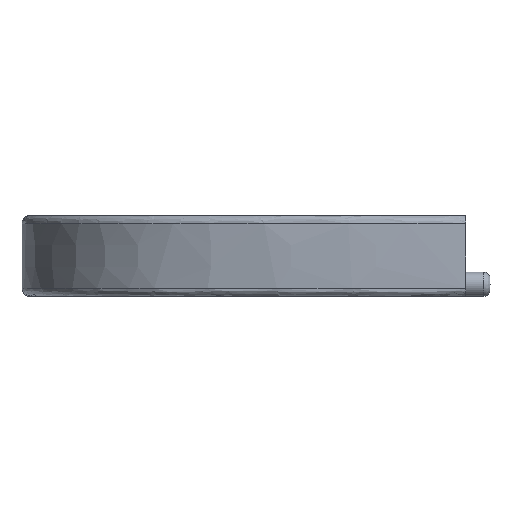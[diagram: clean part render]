
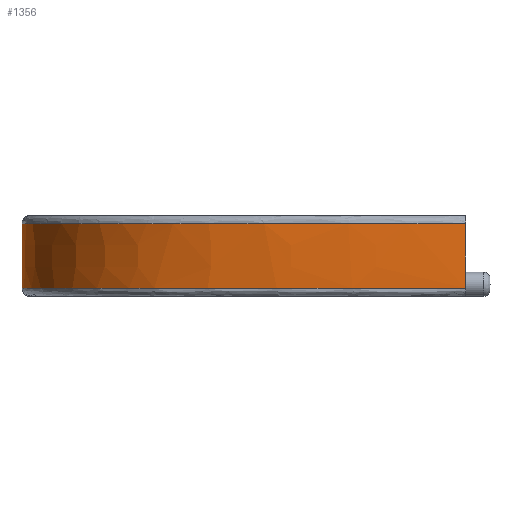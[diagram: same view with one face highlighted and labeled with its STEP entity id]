
A CAD part, left-side view. The second image highlights one B-rep face of the part: STEP entity #1356.
In plain terms, the highlighted free-form (B-spline) face has degree [3, 3] with [4, 10] control points.
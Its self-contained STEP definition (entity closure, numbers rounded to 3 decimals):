
#41=B_SPLINE_SURFACE_WITH_KNOTS('',3,3,((#2617,#2618,#2619,#2620,#2621,
#2622,#2623,#2624,#2625,#2626),(#2627,#2628,#2629,#2630,#2631,#2632,#2633,
#2634,#2635,#2636),(#2637,#2638,#2639,#2640,#2641,#2642,#2643,#2644,#2645,
#2646),(#2647,#2648,#2649,#2650,#2651,#2652,#2653,#2654,#2655,#2656)),
 .UNSPECIFIED.,.F.,.F.,.F.,(4,4),(4,1,1,1,1,1,1,4),(-0.9,
-0.1),(0.,0.143,0.286,
0.429,0.572,0.714,0.857,
1.),.UNSPECIFIED.);
#91=B_SPLINE_CURVE_WITH_KNOTS('',3,(#2531,#2532,#2533,#2534,#2535,#2536,
#2537,#2538,#2539,#2540,#2541),.UNSPECIFIED.,.F.,.F.,(4,1,1,1,1,1,1,1,4),
(-7.384,-6.329,-5.275,-4.747,
-4.22,-3.165,-2.11,-1.055,
0.),.UNSPECIFIED.);
#96=B_SPLINE_CURVE_WITH_KNOTS('',3,(#2659,#2660,#2661,#2662,#2663,#2664,
#2665,#2666,#2667,#2668,#2669),.UNSPECIFIED.,.F.,.F.,(4,1,1,1,1,1,1,1,4),
(0.,1.055,2.11,3.165,4.22,
4.747,5.275,6.329,7.384),
 .UNSPECIFIED.);
#201=FACE_OUTER_BOUND('',#291,.T.);
#291=EDGE_LOOP('',(#1042,#1043,#1044,#1045));
#381=LINE('',#2612,#462);
#382=LINE('',#2658,#463);
#462=VECTOR('',#1630,10.);
#463=VECTOR('',#1631,10.);
#624=VERTEX_POINT('',#2489);
#625=VERTEX_POINT('',#2530);
#628=VERTEX_POINT('',#2611);
#629=VERTEX_POINT('',#2657);
#776=EDGE_CURVE('',#624,#625,#91,.T.);
#783=EDGE_CURVE('',#625,#628,#381,.T.);
#785=EDGE_CURVE('',#629,#624,#382,.T.);
#786=EDGE_CURVE('',#628,#629,#96,.T.);
#1042=ORIENTED_EDGE('',*,*,#776,.F.);
#1043=ORIENTED_EDGE('',*,*,#785,.F.);
#1044=ORIENTED_EDGE('',*,*,#786,.F.);
#1045=ORIENTED_EDGE('',*,*,#783,.F.);
#1356=ADVANCED_FACE('',(#201),#41,.T.);
#1630=DIRECTION('',(0.,0.,-1.));
#1631=DIRECTION('',(0.,0.,1.));
#2489=CARTESIAN_POINT('',(12.225,54.87,9.045));
#2530=CARTESIAN_POINT('',(-22.994,0.,9.045));
#2531=CARTESIAN_POINT('Ctrl Pts',(12.225,54.87,9.045));
#2532=CARTESIAN_POINT('Ctrl Pts',(8.652,54.88,9.045));
#2533=CARTESIAN_POINT('Ctrl Pts',(1.444,54.319,9.045));
#2534=CARTESIAN_POINT('Ctrl Pts',(-7.155,50.848,9.045));
#2535=CARTESIAN_POINT('Ctrl Pts',(-12.75,46.033,9.045));
#2536=CARTESIAN_POINT('Ctrl Pts',(-17.207,40.211,9.045));
#2537=CARTESIAN_POINT('Ctrl Pts',(-20.645,31.771,9.045));
#2538=CARTESIAN_POINT('Ctrl Pts',(-22.59,21.223,9.045));
#2539=CARTESIAN_POINT('Ctrl Pts',(-23.279,10.597,9.045));
#2540=CARTESIAN_POINT('Ctrl Pts',(-23.165,3.534,9.045));
#2541=CARTESIAN_POINT('Ctrl Pts',(-22.994,0.,
9.045));
#2611=CARTESIAN_POINT('',(-22.994,0.,1.045));
#2612=CARTESIAN_POINT('',(-22.994,0.,10.045));
#2617=CARTESIAN_POINT('Ctrl Pts',(-22.994,0.,
1.045));
#2618=CARTESIAN_POINT('Ctrl Pts',(-23.178,3.794,1.045));
#2619=CARTESIAN_POINT('Ctrl Pts',(-23.27,11.185,1.045));
#2620=CARTESIAN_POINT('Ctrl Pts',(-22.523,21.699,1.045));
#2621=CARTESIAN_POINT('Ctrl Pts',(-20.629,31.61,1.045));
#2622=CARTESIAN_POINT('Ctrl Pts',(-17.038,40.76,1.045));
#2623=CARTESIAN_POINT('Ctrl Pts',(-10.676,48.69,1.045));
#2624=CARTESIAN_POINT('Ctrl Pts',(-0.895,53.858,1.045));
#2625=CARTESIAN_POINT('Ctrl Pts',(7.525,54.883,1.045));
#2626=CARTESIAN_POINT('Ctrl Pts',(12.225,54.87,1.045));
#2627=CARTESIAN_POINT('Ctrl Pts',(-22.994,0.,
3.712));
#2628=CARTESIAN_POINT('Ctrl Pts',(-23.178,3.794,3.712));
#2629=CARTESIAN_POINT('Ctrl Pts',(-23.27,11.185,3.712));
#2630=CARTESIAN_POINT('Ctrl Pts',(-22.523,21.699,3.712));
#2631=CARTESIAN_POINT('Ctrl Pts',(-20.629,31.61,3.712));
#2632=CARTESIAN_POINT('Ctrl Pts',(-17.038,40.76,3.712));
#2633=CARTESIAN_POINT('Ctrl Pts',(-10.676,48.69,3.712));
#2634=CARTESIAN_POINT('Ctrl Pts',(-0.895,53.858,3.712));
#2635=CARTESIAN_POINT('Ctrl Pts',(7.525,54.883,3.712));
#2636=CARTESIAN_POINT('Ctrl Pts',(12.225,54.87,3.712));
#2637=CARTESIAN_POINT('Ctrl Pts',(-22.994,0.,
6.378));
#2638=CARTESIAN_POINT('Ctrl Pts',(-23.178,3.794,6.378));
#2639=CARTESIAN_POINT('Ctrl Pts',(-23.27,11.185,6.378));
#2640=CARTESIAN_POINT('Ctrl Pts',(-22.523,21.699,6.378));
#2641=CARTESIAN_POINT('Ctrl Pts',(-20.629,31.61,6.378));
#2642=CARTESIAN_POINT('Ctrl Pts',(-17.038,40.76,6.378));
#2643=CARTESIAN_POINT('Ctrl Pts',(-10.676,48.69,6.378));
#2644=CARTESIAN_POINT('Ctrl Pts',(-0.895,53.858,6.378));
#2645=CARTESIAN_POINT('Ctrl Pts',(7.525,54.883,6.378));
#2646=CARTESIAN_POINT('Ctrl Pts',(12.225,54.87,6.378));
#2647=CARTESIAN_POINT('Ctrl Pts',(-22.994,0.,9.045));
#2648=CARTESIAN_POINT('Ctrl Pts',(-23.178,3.794,9.045));
#2649=CARTESIAN_POINT('Ctrl Pts',(-23.27,11.185,9.045));
#2650=CARTESIAN_POINT('Ctrl Pts',(-22.523,21.699,9.045));
#2651=CARTESIAN_POINT('Ctrl Pts',(-20.629,31.61,9.045));
#2652=CARTESIAN_POINT('Ctrl Pts',(-17.038,40.76,9.045));
#2653=CARTESIAN_POINT('Ctrl Pts',(-10.676,48.69,9.045));
#2654=CARTESIAN_POINT('Ctrl Pts',(-0.895,53.858,9.045));
#2655=CARTESIAN_POINT('Ctrl Pts',(7.525,54.883,9.045));
#2656=CARTESIAN_POINT('Ctrl Pts',(12.225,54.87,9.045));
#2657=CARTESIAN_POINT('',(12.225,54.87,1.045));
#2658=CARTESIAN_POINT('',(12.225,54.87,10.045));
#2659=CARTESIAN_POINT('Ctrl Pts',(-22.994,0.,
1.045));
#2660=CARTESIAN_POINT('Ctrl Pts',(-23.165,3.534,1.045));
#2661=CARTESIAN_POINT('Ctrl Pts',(-23.28,10.599,1.045));
#2662=CARTESIAN_POINT('Ctrl Pts',(-22.588,21.222,1.045));
#2663=CARTESIAN_POINT('Ctrl Pts',(-20.645,31.776,1.045));
#2664=CARTESIAN_POINT('Ctrl Pts',(-17.208,40.207,1.045));
#2665=CARTESIAN_POINT('Ctrl Pts',(-12.75,46.034,1.045));
#2666=CARTESIAN_POINT('Ctrl Pts',(-7.157,50.841,1.045));
#2667=CARTESIAN_POINT('Ctrl Pts',(1.447,54.327,1.045));
#2668=CARTESIAN_POINT('Ctrl Pts',(8.652,54.88,1.045));
#2669=CARTESIAN_POINT('Ctrl Pts',(12.225,54.87,1.045));
